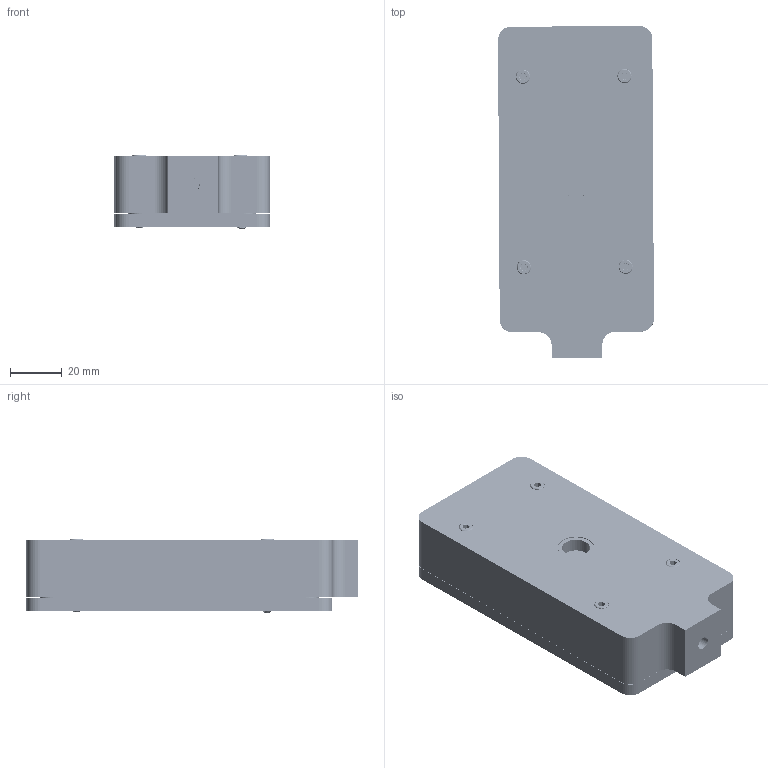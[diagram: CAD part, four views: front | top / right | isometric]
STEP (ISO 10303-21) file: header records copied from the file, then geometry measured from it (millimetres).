
FILE_DESCRIPTION(/* description */ ('STEP AP242','CAx-IF Rec.Pracs.---Representation and Presentation of Product Manufacturing Information (PMI)---4.0---2014-10-13','CAx-IF Rec.Pracs.---3D Tessellated Geometry---0.4---2014-09-14','2;1'),/* implementation_level */ '2;1');
FILE_NAME(/* name */ '685f0a5e841a24104b6251b8',/* time_stamp */ '2025-06-27T21:17:20Z',/* author */ (''),/* organization */ (''),/* preprocessor_version */ 'ST-DEVELOPER v20',/* originating_system */ 'ONSHAPE BY PTC INC, 1.200',/* authorisation */ ' ');
FILE_SCHEMA (('AP242_MANAGED_MODEL_BASED_3D_ENGINEERING_MIM_LF { 1 0 10303 442 1 1 4 }'));
Products named in the file (9): Assembly 1; Part 1; Part 2; T0-8 Package (PhotoDigm); 171-015-103; Board~7uq2; Lid
Assembly tree (17 placements, depth 2):
  Assembly 1
    Part 1  x4
    Part 1  x4
    Part 2
    T0-8 Package (PhotoDigm)
    Part 1  x4
    171-015-103
    Board~7uq2
    Lid
Bounding box: 60.33 x 128.46 x 28.31 mm (x, y, z)
Volume: 110203.9 mm3; surface area: 59432.3 mm2
Topology: 17 solids, 17 shells, 1903 faces, 5196 edges, 3424 vertices
Faces by surface type: cylinder 1447, plane 347, cone 40, bspline 38, torus 31
Full cylindrical faces by diameter (mm): 0.3 x2, 0.305 x943, 0.341 x12, 0.4 x65, 0.533 x12, 0.61 x15, 1 x15, 1.143 x15, 1.397 x8, 1.473 x15, 2.5 x4, 3 x140, 3.048 x2, 3.1 x4, 3.2 x2, 3.5 x4, 4.3 x8, 5.105 x1, 5.5 x4, 5.627 x4, 6 x8, 10.796 x1, 13.97 x1, 14.224 x1, 15.24 x1
Entity records: 67385 total; most frequent: CARTESIAN_POINT 13910, DIRECTION 9026, ORIENTED_EDGE 6854, EDGE_LOOP 5020, FACE_BOUND 5020, AXIS2_PLACEMENT_3D 4177, EDGE_CURVE 3427, VERTEX_POINT 3021
